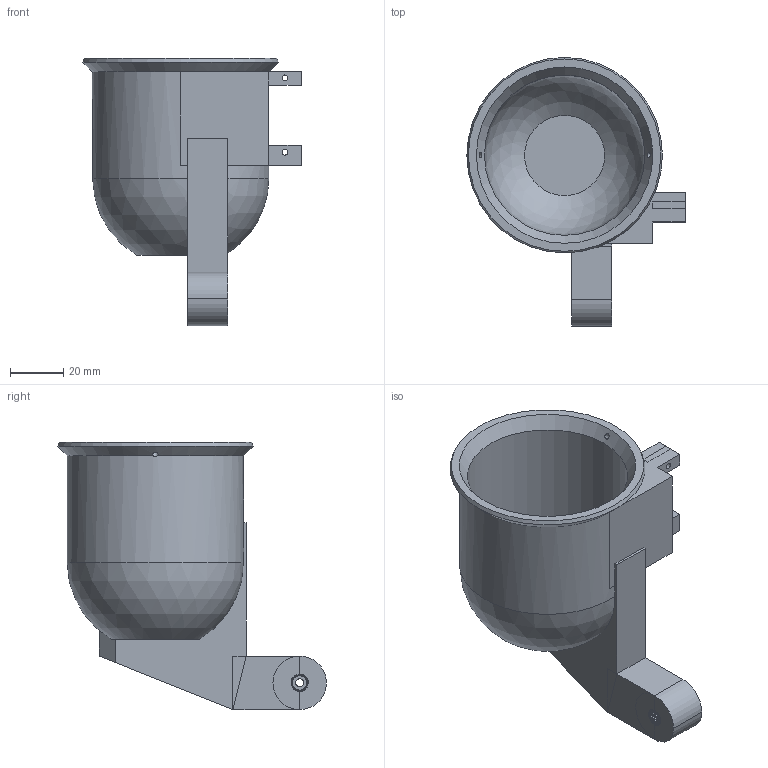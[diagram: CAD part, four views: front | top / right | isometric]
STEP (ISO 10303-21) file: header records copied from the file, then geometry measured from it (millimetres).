
FILE_DESCRIPTION(('FreeCAD Model'),'2;1');
FILE_NAME('Open CASCADE Shape Model','2025-05-12T16:49:40',('Author'),( ''),'Open CASCADE STEP processor 7.7','FreeCAD','Unknown');
FILE_SCHEMA(('AUTOMOTIVE_DESIGN { 1 0 10303 214 1 1 1 1 }'));
Length unit declared in the file: millimetre
Products named in the file (1): アーム(立ち上げ時)
Bounding box: 81.69 x 100.59 x 100 mm (x, y, z)
Volume: 81202.1 mm3; surface area: 39104.3 mm2
Topology: 1 solids, 1 shells, 167 faces, 470 edges, 302 vertices
Faces by surface type: extrusion 98, plane 51, cylinder 12, sphere 3, cone 3
Full cylindrical faces by diameter (mm): 2 x2, 2.2 x4, 3 x1, 60 x1
Entity records: 12160 total; most frequent: CARTESIAN_POINT 8191, ORIENTED_EDGE 940, DIRECTION 542, EDGE_CURVE 470, VECTOR 320, B_SPLINE_CURVE_WITH_KNOTS 305, VERTEX_POINT 302, LINE 222
